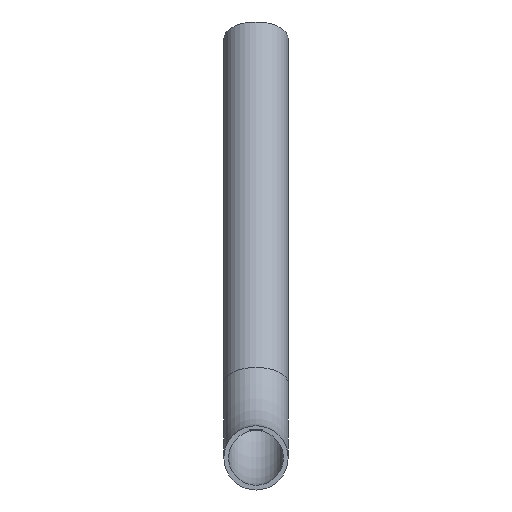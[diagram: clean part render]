
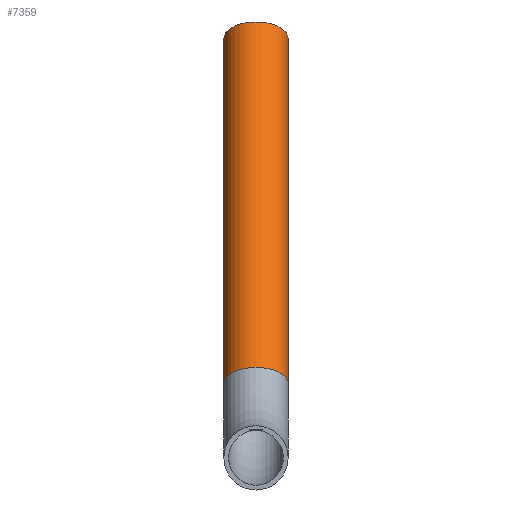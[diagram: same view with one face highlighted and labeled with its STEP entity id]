
A CAD part, front view. The second image highlights one B-rep face of the part: STEP entity #7359.
In plain terms, the highlighted cylindrical face has radius 16.85 mm (diameter 33.7 mm), a full revolution.
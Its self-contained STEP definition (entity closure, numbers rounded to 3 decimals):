
#1217 = DIRECTION ( 'NONE',  ( 0., -0.866, 0.5 ) ) ;
#2185 = EDGE_CURVE ( 'NONE', #7983, #7983, #2558, .T. ) ;
#2558 = CIRCLE ( 'NONE', #8671, 16.85 ) ;
#3348 = EDGE_LOOP ( 'NONE', ( #5731 ) ) ;
#3860 = CARTESIAN_POINT ( 'NONE',  ( 0., 276.709, 39. ) ) ;
#4034 = DIRECTION ( 'NONE',  ( 0., 0.5, 0.866 ) ) ;
#4055 = EDGE_CURVE ( 'NONE', #12125, #12125, #8597, .T. ) ;
#5100 = FACE_OUTER_BOUND ( 'NONE', #3348, .T. ) ;
#5731 = ORIENTED_EDGE ( 'NONE', *, *, #2185, .F. ) ;
#7072 = DIRECTION ( 'NONE',  ( 0., -0.866, 0.5 ) ) ;
#7322 = CARTESIAN_POINT ( 'NONE',  ( 0., 381.289, 220.137 ) ) ;
#7359 = ADVANCED_FACE ( 'NONE', ( #8050, #5100 ), #10792, .T. ) ;
#7361 = DIRECTION ( 'NONE',  ( 0., -0.866, 0.5 ) ) ;
#7661 = CARTESIAN_POINT ( 'NONE',  ( 0., 366.696, 228.562 ) ) ;
#7794 = ORIENTED_EDGE ( 'NONE', *, *, #4055, .T. ) ;
#7983 = VERTEX_POINT ( 'NONE', #7661 ) ;
#8050 = FACE_OUTER_BOUND ( 'NONE', #10961, .T. ) ;
#8597 = CIRCLE ( 'NONE', #11295, 16.85 ) ;
#8671 = AXIS2_PLACEMENT_3D ( 'NONE', #7322, #12298, #7361 ) ;
#9519 = AXIS2_PLACEMENT_3D ( 'NONE', #3860, #4034, #1217 ) ;
#9669 = CARTESIAN_POINT ( 'NONE',  ( 0., 262.117, 47.425 ) ) ;
#10792 = CYLINDRICAL_SURFACE ( 'NONE', #9519, 16.85 ) ;
#10961 = EDGE_LOOP ( 'NONE', ( #7794 ) ) ;
#11069 = CARTESIAN_POINT ( 'NONE',  ( 0., 276.709, 39. ) ) ;
#11295 = AXIS2_PLACEMENT_3D ( 'NONE', #11069, #12010, #7072 ) ;
#12010 = DIRECTION ( 'NONE',  ( 0., 0.5, 0.866 ) ) ;
#12125 = VERTEX_POINT ( 'NONE', #9669 ) ;
#12298 = DIRECTION ( 'NONE',  ( 0., 0.5, 0.866 ) ) ;
